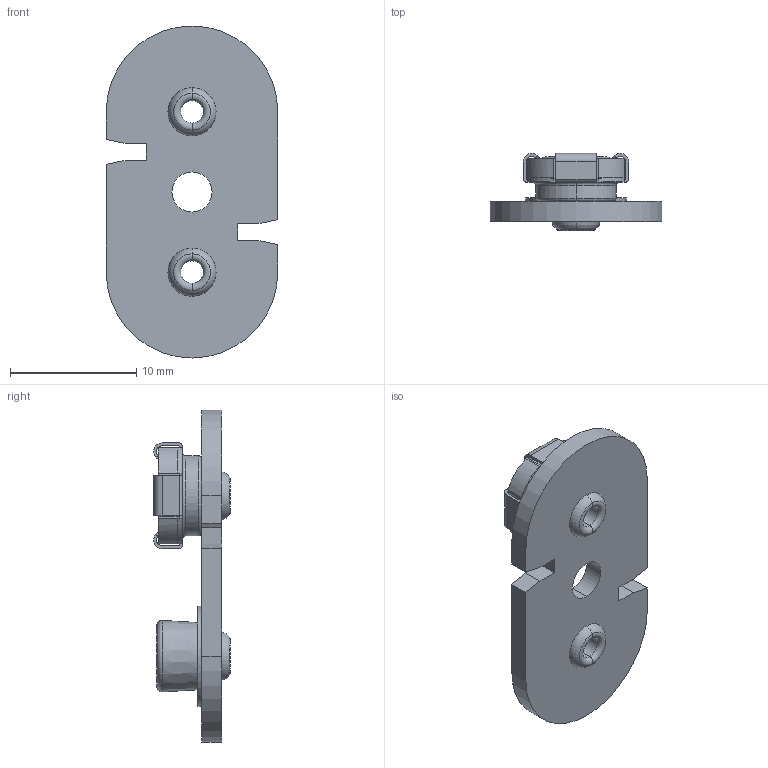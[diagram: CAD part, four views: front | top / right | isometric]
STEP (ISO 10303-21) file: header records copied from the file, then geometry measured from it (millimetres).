
FILE_DESCRIPTION (( 'STEP AP214' ), '1' );
FILE_NAME ('68.STEP', '2009-03-16T13:42:57', ( 'Richard Maletta' ), ( '' ), 'SwSTEP 2.0', 'SolidWorks 2009', '' );
FILE_SCHEMA (( 'AUTOMOTIVE_DESIGN' ));
Length unit declared in the file: millimetre
Products named in the file (1): 68
Bounding box: 13.59 x 6.09 x 26.29 mm (x, y, z)
Volume: 556.5 mm3; surface area: 1471.8 mm2
Topology: 5 solids, 5 shells, 215 faces, 519 edges, 320 vertices
Faces by surface type: plane 86, cylinder 65, torus 54, cone 10
Entity records: 6413 total; most frequent: CARTESIAN_POINT 1191, DIRECTION 1149, ORIENTED_EDGE 1038, EDGE_CURVE 519, AXIS2_PLACEMENT_3D 446, VERTEX_POINT 320, VECTOR 257, LINE 257
